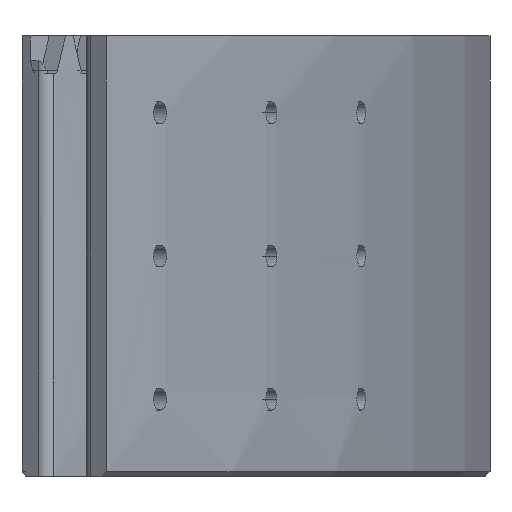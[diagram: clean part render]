
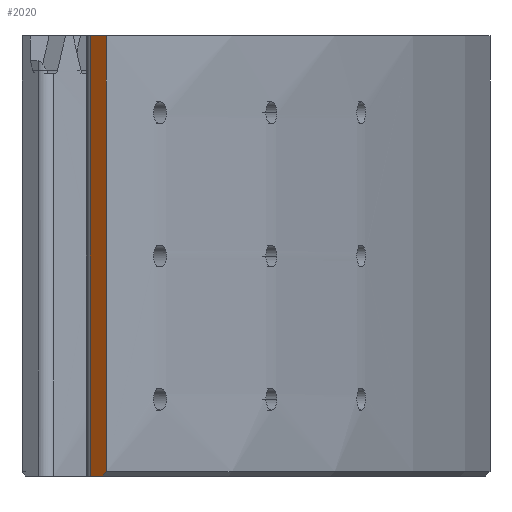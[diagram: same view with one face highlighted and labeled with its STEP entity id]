
A CAD part, left-side view. The second image highlights one B-rep face of the part: STEP entity #2020.
In plain terms, the highlighted planar face has unit normal (-0.766, 0.643, 0).
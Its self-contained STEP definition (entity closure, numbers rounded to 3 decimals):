
#471 = VERTEX_POINT('',#472);
#472 = CARTESIAN_POINT('',(-95.197,-113.451,
    0.));
#479 = EDGE_CURVE('',#480,#471,#482,.T.);
#480 = VERTEX_POINT('',#481);
#481 = CARTESIAN_POINT('',(-96.418,-114.907,
    0.));
#482 = LINE('',#483,#484);
#483 = CARTESIAN_POINT('',(-47.598,-56.726,
    0.));
#484 = VECTOR('',#485,1.);
#485 = DIRECTION('',(0.643,0.766,0.)
  );
#1471 = EDGE_CURVE('',#1472,#480,#1474,.T.);
#1472 = VERTEX_POINT('',#1473);
#1473 = CARTESIAN_POINT('',(-96.418,-114.907,-39.6));
#1474 = LINE('',#1475,#1476);
#1475 = CARTESIAN_POINT('',(-96.418,-114.907,-40.));
#1476 = VECTOR('',#1477,1.);
#1477 = DIRECTION('',(0.,0.,1.));
#2020 = ADVANCED_FACE('',(#2021),#2047,.F.);
#2021 = FACE_BOUND('',#2022,.F.);
#2022 = EDGE_LOOP('',(#2023,#2033,#2039,#2040,#2041));
#2023 = ORIENTED_EDGE('',*,*,#2024,.F.);
#2024 = EDGE_CURVE('',#2025,#2027,#2029,.T.);
#2025 = VERTEX_POINT('',#2026);
#2026 = CARTESIAN_POINT('',(-95.197,-113.451,-40.));
#2027 = VERTEX_POINT('',#2028);
#2028 = CARTESIAN_POINT('',(-96.161,-114.6,-40.));
#2029 = LINE('',#2030,#2031);
#2030 = CARTESIAN_POINT('',(-65.492,-78.051,-40.));
#2031 = VECTOR('',#2032,1.);
#2032 = DIRECTION('',(-0.643,-0.766,0.
    ));
#2033 = ORIENTED_EDGE('',*,*,#2034,.T.);
#2034 = EDGE_CURVE('',#2025,#471,#2035,.T.);
#2035 = LINE('',#2036,#2037);
#2036 = CARTESIAN_POINT('',(-95.197,-113.451,-41.));
#2037 = VECTOR('',#2038,1.);
#2038 = DIRECTION('',(0.,0.,1.));
#2039 = ORIENTED_EDGE('',*,*,#479,.F.);
#2040 = ORIENTED_EDGE('',*,*,#1471,.F.);
#2041 = ORIENTED_EDGE('',*,*,#2042,.F.);
#2042 = EDGE_CURVE('',#2027,#1472,#2043,.T.);
#2043 = LINE('',#2044,#2045);
#2044 = CARTESIAN_POINT('',(0.,0.,
    -189.6));
#2045 = VECTOR('',#2046,1.);
#2046 = DIRECTION('',(-0.455,-0.542,0.707));
#2047 = PLANE('',#2048);
#2048 = AXIS2_PLACEMENT_3D('',#2049,#2050,#2051);
#2049 = CARTESIAN_POINT('',(-95.197,-113.451,-41.));
#2050 = DIRECTION('',(0.766,-0.643,0.));
#2051 = DIRECTION('',(-0.643,-0.766,0.));
